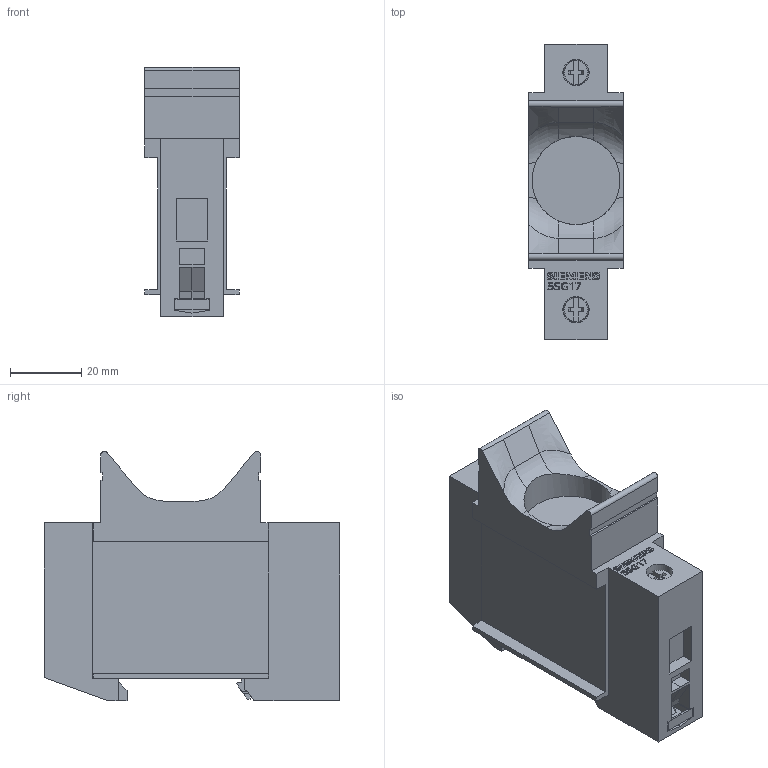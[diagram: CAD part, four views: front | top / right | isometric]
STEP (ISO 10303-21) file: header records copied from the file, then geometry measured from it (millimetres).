
FILE_DESCRIPTION(/* description */ (''),/* implementation_level */ '2;1');
FILE_NAME(/* name */ '5SG1701_PO_v.stp',/* time_stamp */ '2023-03-31T10:35:17+02:00',/* author */ ('"(c) Siemens AG Smart Infrastructure"'),/* organization */ ('"(c) Siemens AG - Smart Infrastructure - EP"'),/* preprocessor_version */ 'ST-DEVELOPER v18.101',/* originating_system */ 'SIEMENS PLM Software NX 2008',/* authorisation */ '"Transmittal reproduction, dissemination and/or editing of this document as well as utilization of its contents and communication thereof to others without express authorization is prohibited. Offenders will be held liable for payment of damages. All rights created by patent grant or registration of a utility model or design patent are reserved."');
FILE_SCHEMA (('AUTOMOTIVE_DESIGN { 1 0 10303 214 3 1 1 1 }'));
Length unit declared in the file: millimetre
Products named in the file (1): model1
Bounding box: 26.6 x 83.2 x 70.2 mm (x, y, z)
Volume: 79071.4 mm3; surface area: 21645.2 mm2
Topology: 1 solids, 2 shells, 343 faces, 936 edges, 625 vertices
Faces by surface type: plane 299, cylinder 17, extrusion 13, bspline 12, cone 2
Full cylindrical faces by diameter (mm): 5 x2, 6.5 x2, 7.4 x2, 24.8 x1
Entity records: 14169 total; most frequent: CARTESIAN_POINT 3228, ORIENTED_EDGE 1838, DIRECTION 1540, EDGE_CURVE 919, VECTOR 796, LINE 783, VERTEX_POINT 615, EDGE_LOOP 382
